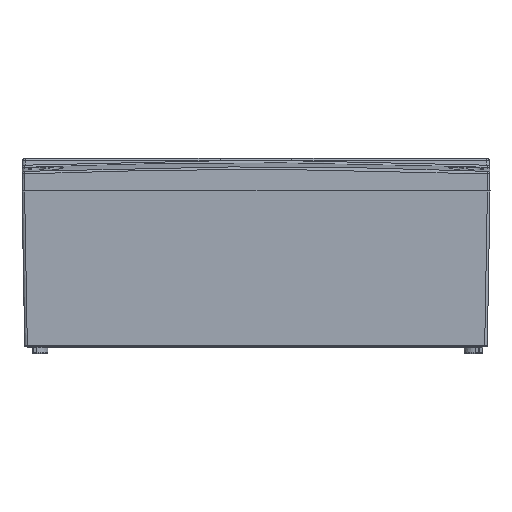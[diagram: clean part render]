
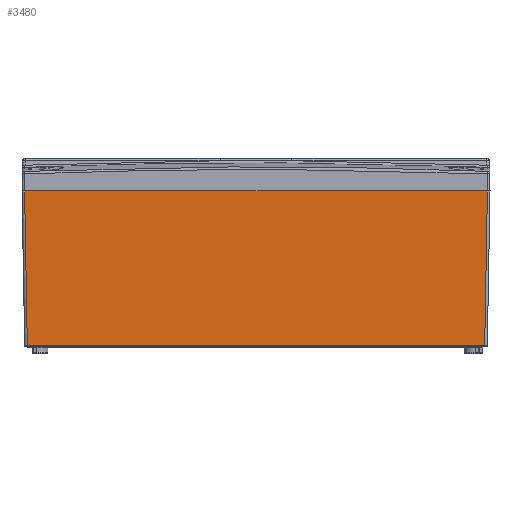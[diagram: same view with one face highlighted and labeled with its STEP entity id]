
A CAD part, left-side view. The second image highlights one B-rep face of the part: STEP entity #3480.
In plain terms, the highlighted planar face has unit normal (-1, 0, -0.018).
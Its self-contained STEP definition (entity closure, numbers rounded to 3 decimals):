
#1514 = EDGE_CURVE ( 'NONE', #5142, #24868, #100411, .T. ) ;
#3480 = ADVANCED_FACE ( 'NONE', ( #24671 ), #55283, .T. ) ;
#4123 = EDGE_LOOP ( 'NONE', ( #49649, #81879, #22007, #31057 ) ) ;
#4548 = VECTOR ( 'NONE', #48861, 1000. ) ;
#5142 = VERTEX_POINT ( 'NONE', #77481 ) ;
#7874 = CARTESIAN_POINT ( 'NONE',  ( -177.923, -175.923, -119.017 ) ) ;
#16772 = LINE ( 'NONE', #108765, #116557 ) ;
#16879 = CARTESIAN_POINT ( 'NONE',  ( -180., 180., 0. ) ) ;
#22007 = ORIENTED_EDGE ( 'NONE', *, *, #59399, .T. ) ;
#23388 = DIRECTION ( 'NONE',  ( 0., -1., 0. ) ) ;
#24671 = FACE_OUTER_BOUND ( 'NONE', #4123, .T. ) ;
#24868 = VERTEX_POINT ( 'NONE', #52441 ) ;
#27141 = LINE ( 'NONE', #116461, #4548 ) ;
#27566 = VERTEX_POINT ( 'NONE', #7874 ) ;
#29404 = VECTOR ( 'NONE', #59466, 1000. ) ;
#31057 = ORIENTED_EDGE ( 'NONE', *, *, #108787, .F. ) ;
#41075 = VECTOR ( 'NONE', #50970, 1000. ) ;
#41313 = CARTESIAN_POINT ( 'NONE',  ( -179.891, -177.891, -6.245 ) ) ;
#48861 = DIRECTION ( 'NONE',  ( 0., -1., 0. ) ) ;
#49649 = ORIENTED_EDGE ( 'NONE', *, *, #1514, .T. ) ;
#50970 = DIRECTION ( 'NONE',  ( -0.017, -0.017, 1. ) ) ;
#52441 = CARTESIAN_POINT ( 'NONE',  ( -177.923, 175.923, -119.017 ) ) ;
#55283 = PLANE ( 'NONE',  #103641 ) ;
#55710 = DIRECTION ( 'NONE',  ( -1., 0., -0.017 ) ) ;
#59399 = EDGE_CURVE ( 'NONE', #27566, #93549, #121174, .T. ) ;
#59466 = DIRECTION ( 'NONE',  ( 0.017, -0.017, -1. ) ) ;
#69152 = CARTESIAN_POINT ( 'NONE',  ( -180.001, 178.001, 0.035 ) ) ;
#77481 = CARTESIAN_POINT ( 'NONE',  ( -180., 178., 0. ) ) ;
#81879 = ORIENTED_EDGE ( 'NONE', *, *, #89798, .T. ) ;
#86917 = CARTESIAN_POINT ( 'NONE',  ( -180., -178., 0. ) ) ;
#89798 = EDGE_CURVE ( 'NONE', #24868, #27566, #27141, .T. ) ;
#93549 = VERTEX_POINT ( 'NONE', #86917 ) ;
#100411 = LINE ( 'NONE', #69152, #29404 ) ;
#103641 = AXIS2_PLACEMENT_3D ( 'NONE', #16879, #55710, #123345 ) ;
#108765 = CARTESIAN_POINT ( 'NONE',  ( -180., 180., 0. ) ) ;
#108787 = EDGE_CURVE ( 'NONE', #5142, #93549, #16772, .T. ) ;
#116461 = CARTESIAN_POINT ( 'NONE',  ( -177.923, -175.906, -119.017 ) ) ;
#116557 = VECTOR ( 'NONE', #23388, 1000. ) ;
#121174 = LINE ( 'NONE', #41313, #41075 ) ;
#123345 = DIRECTION ( 'NONE',  ( -0.017, 0., 1. ) ) ;
